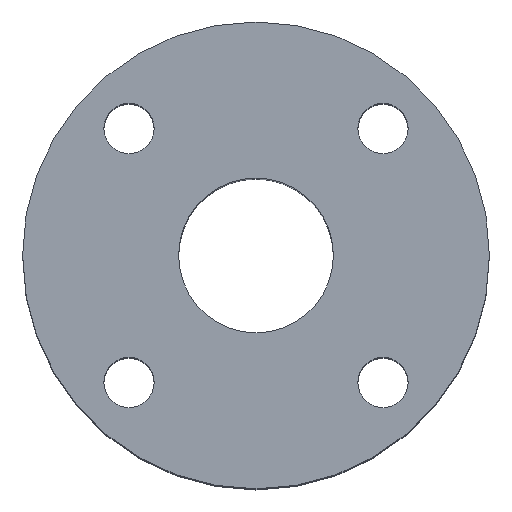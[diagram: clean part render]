
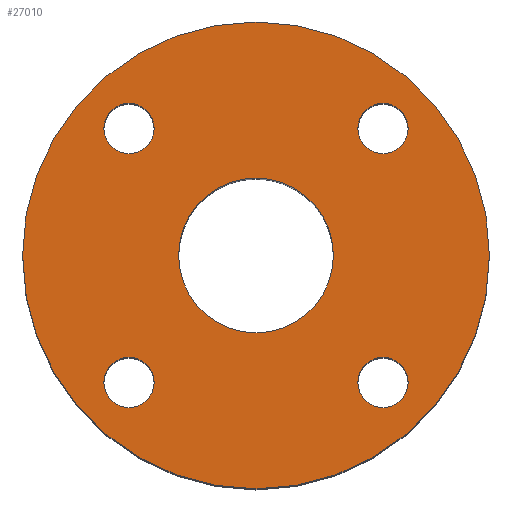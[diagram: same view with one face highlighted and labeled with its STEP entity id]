
A CAD part, top view. The second image highlights one B-rep face of the part: STEP entity #27010.
In plain terms, the highlighted planar face has unit normal (0, 0, 1).
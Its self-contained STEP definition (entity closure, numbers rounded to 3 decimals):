
#343 = CARTESIAN_POINT ( 'NONE',  ( -35.355, 35.355, 0. ) ) ;
#627 = AXIS2_PLACEMENT_3D ( 'NONE', #21992, #1400, #20131 ) ;
#1095 = FACE_BOUND ( 'NONE', #27060, .T. ) ;
#1400 = DIRECTION ( 'NONE',  ( 0., 0., 1. ) ) ;
#1448 = EDGE_LOOP ( 'NONE', ( #5411, #29053 ) ) ;
#1983 = VERTEX_POINT ( 'NONE', #29097 ) ;
#3110 = EDGE_CURVE ( 'NONE', #29636, #22158, #21330, .T. ) ;
#3418 = CARTESIAN_POINT ( 'NONE',  ( -28.355, -35.355, 0. ) ) ;
#3676 = EDGE_LOOP ( 'NONE', ( #20273, #6310 ) ) ;
#4106 = ORIENTED_EDGE ( 'NONE', *, *, #22612, .F. ) ;
#4253 = EDGE_CURVE ( 'NONE', #5527, #21386, #19001, .T. ) ;
#4938 = CARTESIAN_POINT ( 'NONE',  ( 0., 0., 0. ) ) ;
#5265 = DIRECTION ( 'NONE',  ( 0., 0., 1. ) ) ;
#5304 = VERTEX_POINT ( 'NONE', #8670 ) ;
#5317 = CARTESIAN_POINT ( 'NONE',  ( -35.355, -35.355, 0. ) ) ;
#5403 = CIRCLE ( 'NONE', #26493, 21.55 ) ;
#5411 = ORIENTED_EDGE ( 'NONE', *, *, #24961, .F. ) ;
#5527 = VERTEX_POINT ( 'NONE', #3418 ) ;
#5825 = DIRECTION ( 'NONE',  ( 1., 0., 0. ) ) ;
#5928 = CIRCLE ( 'NONE', #29981, 7. ) ;
#5977 = DIRECTION ( 'NONE',  ( 0., 0., 1. ) ) ;
#6030 = EDGE_LOOP ( 'NONE', ( #18583, #28212 ) ) ;
#6279 = CARTESIAN_POINT ( 'NONE',  ( 28.355, 35.355, 0. ) ) ;
#6310 = ORIENTED_EDGE ( 'NONE', *, *, #13601, .F. ) ;
#6384 = VERTEX_POINT ( 'NONE', #16129 ) ;
#6733 = DIRECTION ( 'NONE',  ( 0., -1., 0. ) ) ;
#6841 = EDGE_CURVE ( 'NONE', #1983, #12024, #20785, .T. ) ;
#7196 = CARTESIAN_POINT ( 'NONE',  ( 35.355, -35.355, 0. ) ) ;
#7388 = AXIS2_PLACEMENT_3D ( 'NONE', #22146, #19530, #28635 ) ;
#7701 = DIRECTION ( 'NONE',  ( 1., 0., 0. ) ) ;
#7716 = FACE_OUTER_BOUND ( 'NONE', #25716, .T. ) ;
#8238 = CARTESIAN_POINT ( 'NONE',  ( -42.355, -35.355, 0. ) ) ;
#8410 = DIRECTION ( 'NONE',  ( 1., 0., 0. ) ) ;
#8607 = DIRECTION ( 'NONE',  ( 0., 0., 1. ) ) ;
#8670 = CARTESIAN_POINT ( 'NONE',  ( 28.355, -35.355, 0. ) ) ;
#9131 = AXIS2_PLACEMENT_3D ( 'NONE', #29192, #5977, #17329 ) ;
#9608 = DIRECTION ( 'NONE',  ( -1., 0., 0. ) ) ;
#10169 = FACE_BOUND ( 'NONE', #3676, .T. ) ;
#10396 = DIRECTION ( 'NONE',  ( 1., 0., 0. ) ) ;
#10407 = AXIS2_PLACEMENT_3D ( 'NONE', #20561, #8607, #20873 ) ;
#11272 = ORIENTED_EDGE ( 'NONE', *, *, #6841, .T. ) ;
#11562 = CIRCLE ( 'NONE', #14501, 7. ) ;
#12024 = VERTEX_POINT ( 'NONE', #29646 ) ;
#12050 = VERTEX_POINT ( 'NONE', #25009 ) ;
#12055 = AXIS2_PLACEMENT_3D ( 'NONE', #16663, #23732, #12066 ) ;
#12066 = DIRECTION ( 'NONE',  ( 0., 1., 0. ) ) ;
#12177 = CARTESIAN_POINT ( 'NONE',  ( -28.355, 35.355, 0. ) ) ;
#12290 = CARTESIAN_POINT ( 'NONE',  ( 0., 0., 0. ) ) ;
#12332 = EDGE_CURVE ( 'NONE', #6384, #26555, #11562, .T. ) ;
#12391 = CARTESIAN_POINT ( 'NONE',  ( -21.55, 0., 0. ) ) ;
#12777 = EDGE_LOOP ( 'NONE', ( #24614, #4106 ) ) ;
#13184 = EDGE_CURVE ( 'NONE', #26555, #6384, #13508, .T. ) ;
#13508 = CIRCLE ( 'NONE', #12055, 7. ) ;
#13601 = EDGE_CURVE ( 'NONE', #21386, #5527, #15971, .T. ) ;
#13790 = DIRECTION ( 'NONE',  ( 0., 0., 1. ) ) ;
#14293 = DIRECTION ( 'NONE',  ( 1., 0., 0. ) ) ;
#14463 = CARTESIAN_POINT ( 'NONE',  ( 35.355, 35.355, 0. ) ) ;
#14501 = AXIS2_PLACEMENT_3D ( 'NONE', #343, #5265, #26449 ) ;
#15074 = PLANE ( 'NONE',  #7388 ) ;
#15837 = EDGE_CURVE ( 'NONE', #22158, #29636, #18773, .T. ) ;
#15971 = CIRCLE ( 'NONE', #9131, 7. ) ;
#16129 = CARTESIAN_POINT ( 'NONE',  ( -42.355, 35.355, 0. ) ) ;
#16293 = CIRCLE ( 'NONE', #10407, 7. ) ;
#16663 = CARTESIAN_POINT ( 'NONE',  ( -35.355, 35.355, 0. ) ) ;
#17329 = DIRECTION ( 'NONE',  ( -1., 0., 0. ) ) ;
#17591 = ORIENTED_EDGE ( 'NONE', *, *, #13184, .F. ) ;
#17725 = VERTEX_POINT ( 'NONE', #29844 ) ;
#18069 = EDGE_CURVE ( 'NONE', #23751, #17725, #25692, .T. ) ;
#18583 = ORIENTED_EDGE ( 'NONE', *, *, #3110, .F. ) ;
#18773 = CIRCLE ( 'NONE', #627, 7. ) ;
#19001 = CIRCLE ( 'NONE', #26869, 7. ) ;
#19173 = CIRCLE ( 'NONE', #23597, 65. ) ;
#19231 = FACE_BOUND ( 'NONE', #6030, .T. ) ;
#19530 = DIRECTION ( 'NONE',  ( 0., 0., -1. ) ) ;
#20131 = DIRECTION ( 'NONE',  ( 1., 0., 0. ) ) ;
#20273 = ORIENTED_EDGE ( 'NONE', *, *, #4253, .F. ) ;
#20561 = CARTESIAN_POINT ( 'NONE',  ( 35.355, -35.355, 0. ) ) ;
#20785 = CIRCLE ( 'NONE', #26206, 65. ) ;
#20873 = DIRECTION ( 'NONE',  ( 0., -1., 0. ) ) ;
#21330 = CIRCLE ( 'NONE', #25265, 7. ) ;
#21386 = VERTEX_POINT ( 'NONE', #8238 ) ;
#21846 = FACE_BOUND ( 'NONE', #12777, .T. ) ;
#21992 = CARTESIAN_POINT ( 'NONE',  ( 35.355, 35.355, 0. ) ) ;
#22146 = CARTESIAN_POINT ( 'NONE',  ( 0., 21.55, 0. ) ) ;
#22158 = VERTEX_POINT ( 'NONE', #6279 ) ;
#22238 = DIRECTION ( 'NONE',  ( 0., 0., 1. ) ) ;
#22612 = EDGE_CURVE ( 'NONE', #5304, #12050, #16293, .T. ) ;
#23414 = ORIENTED_EDGE ( 'NONE', *, *, #12332, .F. ) ;
#23597 = AXIS2_PLACEMENT_3D ( 'NONE', #24551, #22238, #8410 ) ;
#23732 = DIRECTION ( 'NONE',  ( 0., 0., 1. ) ) ;
#23751 = VERTEX_POINT ( 'NONE', #12391 ) ;
#23999 = FACE_BOUND ( 'NONE', #1448, .T. ) ;
#24102 = DIRECTION ( 'NONE',  ( 0., 0., 1. ) ) ;
#24551 = CARTESIAN_POINT ( 'NONE',  ( 0., 0., 0. ) ) ;
#24614 = ORIENTED_EDGE ( 'NONE', *, *, #26768, .F. ) ;
#24961 = EDGE_CURVE ( 'NONE', #17725, #23751, #5403, .T. ) ;
#25009 = CARTESIAN_POINT ( 'NONE',  ( 42.355, -35.355, 0. ) ) ;
#25265 = AXIS2_PLACEMENT_3D ( 'NONE', #14463, #28464, #7701 ) ;
#25692 = CIRCLE ( 'NONE', #27655, 21.55 ) ;
#25716 = EDGE_LOOP ( 'NONE', ( #27736, #11272 ) ) ;
#26206 = AXIS2_PLACEMENT_3D ( 'NONE', #4938, #28893, #14293 ) ;
#26297 = CARTESIAN_POINT ( 'NONE',  ( 42.355, 35.355, 0. ) ) ;
#26449 = DIRECTION ( 'NONE',  ( 0., 1., 0. ) ) ;
#26493 = AXIS2_PLACEMENT_3D ( 'NONE', #26870, #24102, #5825 ) ;
#26555 = VERTEX_POINT ( 'NONE', #12177 ) ;
#26768 = EDGE_CURVE ( 'NONE', #12050, #5304, #5928, .T. ) ;
#26869 = AXIS2_PLACEMENT_3D ( 'NONE', #5317, #28376, #9608 ) ;
#26870 = CARTESIAN_POINT ( 'NONE',  ( 0., 0., 0. ) ) ;
#27010 = ADVANCED_FACE ( 'NONE', ( #21846, #10169, #1095, #19231, #23999, #7716 ), #15074, .F. ) ;
#27060 = EDGE_LOOP ( 'NONE', ( #17591, #23414 ) ) ;
#27655 = AXIS2_PLACEMENT_3D ( 'NONE', #12290, #29621, #10396 ) ;
#27736 = ORIENTED_EDGE ( 'NONE', *, *, #29008, .T. ) ;
#28212 = ORIENTED_EDGE ( 'NONE', *, *, #15837, .F. ) ;
#28376 = DIRECTION ( 'NONE',  ( 0., 0., 1. ) ) ;
#28464 = DIRECTION ( 'NONE',  ( 0., 0., 1. ) ) ;
#28635 = DIRECTION ( 'NONE',  ( -1., 0., 0. ) ) ;
#28893 = DIRECTION ( 'NONE',  ( 0., 0., 1. ) ) ;
#29008 = EDGE_CURVE ( 'NONE', #12024, #1983, #19173, .T. ) ;
#29053 = ORIENTED_EDGE ( 'NONE', *, *, #18069, .F. ) ;
#29097 = CARTESIAN_POINT ( 'NONE',  ( -65., 0., 0. ) ) ;
#29192 = CARTESIAN_POINT ( 'NONE',  ( -35.355, -35.355, 0. ) ) ;
#29621 = DIRECTION ( 'NONE',  ( 0., 0., 1. ) ) ;
#29636 = VERTEX_POINT ( 'NONE', #26297 ) ;
#29646 = CARTESIAN_POINT ( 'NONE',  ( 65., 0., 0. ) ) ;
#29844 = CARTESIAN_POINT ( 'NONE',  ( 21.55, 0., 0. ) ) ;
#29981 = AXIS2_PLACEMENT_3D ( 'NONE', #7196, #13790, #6733 ) ;
